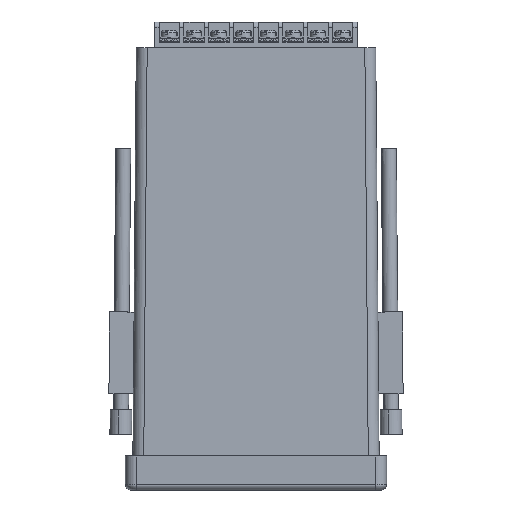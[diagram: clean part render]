
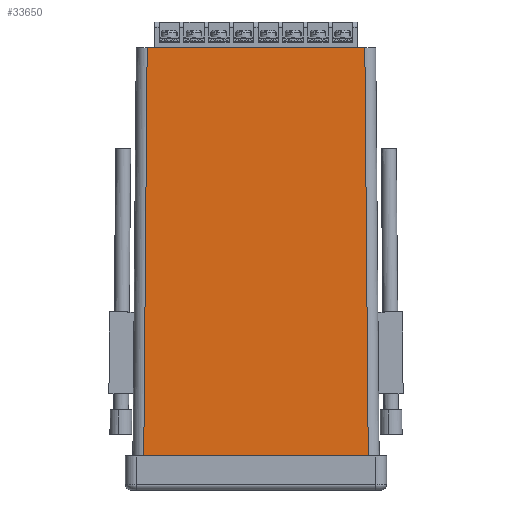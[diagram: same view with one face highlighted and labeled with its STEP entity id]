
A CAD part, front view. The second image highlights one B-rep face of the part: STEP entity #33650.
In plain terms, the highlighted planar face has unit normal (0, -1, 0.008).
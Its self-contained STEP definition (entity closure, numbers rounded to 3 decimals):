
#96 = ORIENTED_EDGE ( 'NONE', *, *, #556, .T. ) ;
#450 = EDGE_CURVE ( 'NONE', #6658, #17536, #8334, .T. ) ;
#481 = DIRECTION ( 'NONE',  ( 0., -1., 0.008 ) ) ;
#556 = EDGE_CURVE ( 'NONE', #17536, #3535, #29221, .T. ) ;
#1460 = CARTESIAN_POINT ( 'NONE',  ( -44., -44., 0. ) ) ;
#1491 = CARTESIAN_POINT ( 'NONE',  ( -40., -44., -0.033 ) ) ;
#3339 = DIRECTION ( 'NONE',  ( 0., -0.008, -1. ) ) ;
#3535 = VERTEX_POINT ( 'NONE', #16491 ) ;
#5077 = CARTESIAN_POINT ( 'NONE',  ( -44., -44., 0. ) ) ;
#6085 = VECTOR ( 'NONE', #31064, 1000. ) ;
#6222 = EDGE_LOOP ( 'NONE', ( #18968, #96, #36740, #29622 ) ) ;
#6658 = VERTEX_POINT ( 'NONE', #9594 ) ;
#8334 = LINE ( 'NONE', #28155, #6085 ) ;
#9044 = DIRECTION ( 'NONE',  ( -0.008, 0.008, 1. ) ) ;
#9135 = AXIS2_PLACEMENT_3D ( 'NONE', #1460, #481, #3339 ) ;
#9594 = CARTESIAN_POINT ( 'NONE',  ( -41.249, -45.249, -150. ) ) ;
#10807 = VERTEX_POINT ( 'NONE', #21417 ) ;
#11425 = CARTESIAN_POINT ( 'NONE',  ( 39.994, -43.994, 0.699 ) ) ;
#12240 = VECTOR ( 'NONE', #15614, 1000. ) ;
#15423 = VECTOR ( 'NONE', #9044, 1000. ) ;
#15614 = DIRECTION ( 'NONE',  ( -0.008, -0.008, -1. ) ) ;
#16258 = VECTOR ( 'NONE', #24914, 1000. ) ;
#16491 = CARTESIAN_POINT ( 'NONE',  ( 40., -44., 0. ) ) ;
#17536 = VERTEX_POINT ( 'NONE', #30223 ) ;
#18968 = ORIENTED_EDGE ( 'NONE', *, *, #450, .T. ) ;
#21417 = CARTESIAN_POINT ( 'NONE',  ( -40., -44., 0. ) ) ;
#21557 = LINE ( 'NONE', #1491, #12240 ) ;
#23413 = EDGE_CURVE ( 'NONE', #10807, #3535, #34443, .T. ) ;
#24510 = FACE_OUTER_BOUND ( 'NONE', #6222, .T. ) ;
#24914 = DIRECTION ( 'NONE',  ( 1., 0., 0. ) ) ;
#26523 = EDGE_CURVE ( 'NONE', #10807, #6658, #21557, .T. ) ;
#28155 = CARTESIAN_POINT ( 'NONE',  ( -44., -45.249, -150. ) ) ;
#28758 = PLANE ( 'NONE',  #9135 ) ;
#29221 = LINE ( 'NONE', #11425, #15423 ) ;
#29622 = ORIENTED_EDGE ( 'NONE', *, *, #26523, .T. ) ;
#30223 = CARTESIAN_POINT ( 'NONE',  ( 41.249, -45.249, -150. ) ) ;
#31064 = DIRECTION ( 'NONE',  ( 1., 0., 0. ) ) ;
#33650 = ADVANCED_FACE ( 'NONE', ( #24510 ), #28758, .T. ) ;
#34443 = LINE ( 'NONE', #5077, #16258 ) ;
#36740 = ORIENTED_EDGE ( 'NONE', *, *, #23413, .F. ) ;
